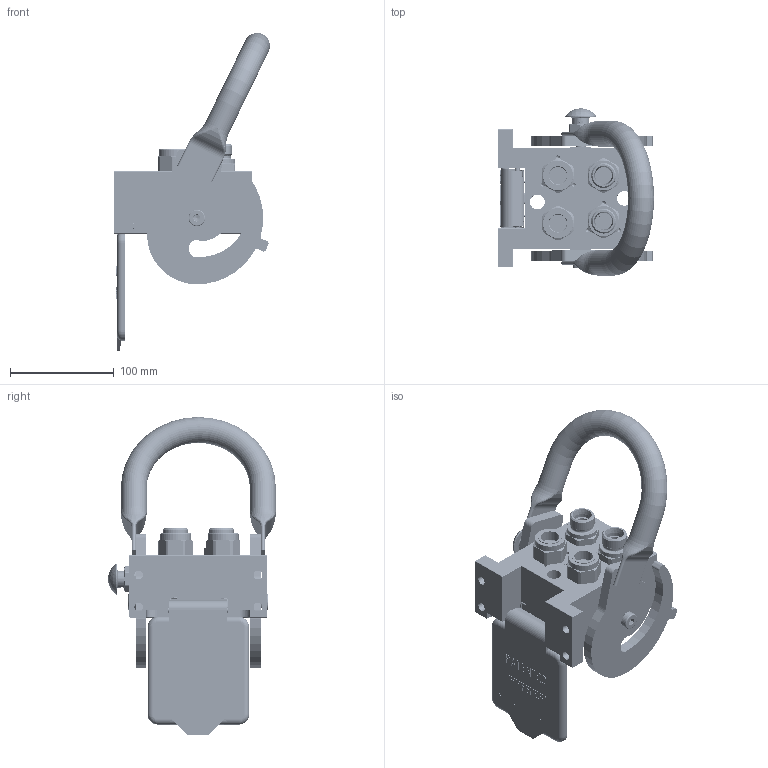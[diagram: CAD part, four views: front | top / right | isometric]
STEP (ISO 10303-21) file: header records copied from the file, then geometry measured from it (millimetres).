
FILE_DESCRIPTION (( 'STEP AP214' ), '1' );
FILE_NAME ('FASTER.step', '2022-01-13T16:57:00', ( '' ), ( '' ), 'SwSTEP 2.0', 'SolidWorks 2017', '' );
FILE_SCHEMA (( 'AUTOMOTIVE_DESIGN' ));
Length unit declared in the file: millimetre
Products named in the file (32): 4830_024_4001_000^4830_024_4001_000; 2ffnb12_gas_f; 4830_022_0000_011; 4340_014_0000_000; 2ffnb12-3_24_f; or1_5x7_m; 4830_025_0000_001; A_2ffnb12-3_24_f; et011; A_2ffnb12_gas_f; 4830_025_2000_000; curs_molla_12; 4840_024_1000_020; 4830_025_1000_000; P508_F_V_BASE; 4810_001_0001_014; 0048_317_1000_000; 4830_013_3000_030; 4820_001_0004_000; sicura_p5; 0048_042_0412_000; FASTER; 4830_070_0000_001; 4830_024_4001_011; 4830_001_0005_300; 4830_001_0005_301; 4830_020_0000_022; 4830_024_4001_000; 4840_024_1000_010; 4142_072_1000_300
Assembly tree (38 placements, depth 4):
  4830_024_4001_000^4830_024_4001_000
  FASTER
    P508_F_V_BASE
      4830_020_0000_022
      4830_025_1000_000
      4830_070_0000_001
      4820_001_0004_000
      4810_001_0001_014
      4830_001_0005_300
      4830_001_0005_301
      4830_022_0000_011
      4830_013_3000_030  x2
      0048_317_1000_000  x2
    A_2ffnb12_gas_f  x2
      curs_molla_12
        4340_014_0000_000
        4142_072_1000_300
      2ffnb12_gas_f
        2ffnb12_gas_f
    A_2ffnb12-3_24_f  x2
      curs_molla_12
        4340_014_0000_000
        4142_072_1000_300
      2ffnb12-3_24_f
        2ffnb12-3_24_f
    4830_024_4001_000
      sicura_p5
        4830_025_0000_001
        or1_5x7_m
        0048_042_0412_000
      4840_024_1000_010
      4840_024_1000_020
      4830_024_4001_011
      4830_025_2000_000
      4830_025_1000_000
      4830_022_0000_011
      4830_070_0000_001
    et011
Bounding box: 150.34 x 161.73 x 306.6 mm (x, y, z)
Volume: 242944.7 mm3; surface area: 324117 mm2
Topology: 27 solids, 72 shells, 4062 faces, 10513 edges, 6647 vertices
Faces by surface type: plane 2084, cylinder 788, bspline 433, cone 426, torus 268, sphere 63
Entity records: 139666 total; most frequent: CARTESIAN_POINT 56683, ORIENTED_EDGE 16366, DIRECTION 14870, EDGE_CURVE 8329, LINE 5620, VECTOR 5620, VERTEX_POINT 5332, AXIS2_PLACEMENT_3D 4625
